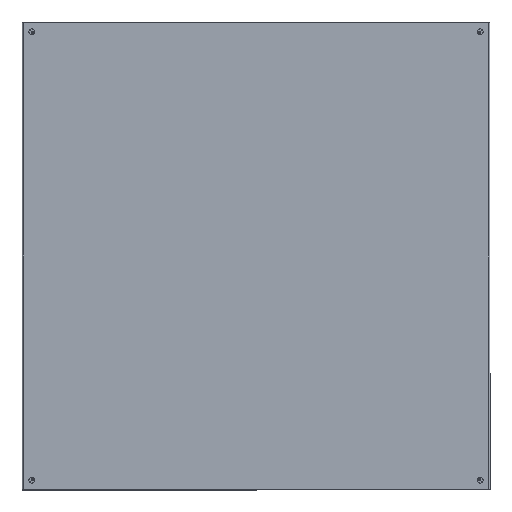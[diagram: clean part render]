
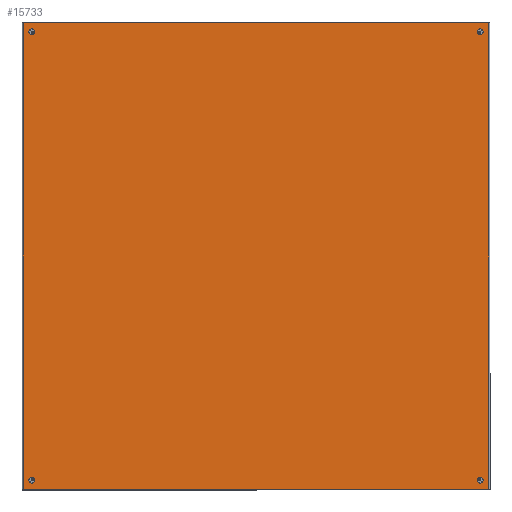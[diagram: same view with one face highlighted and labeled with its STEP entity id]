
A CAD part, left-side view. The second image highlights one B-rep face of the part: STEP entity #15733.
In plain terms, the highlighted face is planar.
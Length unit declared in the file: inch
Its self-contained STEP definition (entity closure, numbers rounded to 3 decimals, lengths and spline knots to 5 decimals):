
#414=FACE_BOUND('',#2997,.T.);
#415=FACE_BOUND('',#2998,.T.);
#416=FACE_BOUND('',#2999,.T.);
#417=FACE_BOUND('',#3000,.T.);
#988=CIRCLE('',#16735,0.21875);
#989=CIRCLE('',#16736,0.21875);
#990=CIRCLE('',#16737,0.21875);
#991=CIRCLE('',#16738,0.21875);
#2020=FACE_OUTER_BOUND('',#2996,.T.);
#2996=EDGE_LOOP('',(#10607,#10608,#10609,#10610));
#2997=EDGE_LOOP('',(#10611));
#2998=EDGE_LOOP('',(#10612));
#2999=EDGE_LOOP('',(#10613));
#3000=EDGE_LOOP('',(#10614));
#4263=LINE('',#23469,#5513);
#4268=LINE('',#23487,#5518);
#4272=LINE('',#23501,#5522);
#4274=LINE('',#23504,#5524);
#5513=VECTOR('',#18554,35.852);
#5518=VECTOR('',#18577,35.852);
#5522=VECTOR('',#18597,35.7895);
#5524=VECTOR('',#18601,35.7895);
#6728=VERTEX_POINT('',#23466);
#6729=VERTEX_POINT('',#23468);
#6732=VERTEX_POINT('',#23484);
#6733=VERTEX_POINT('',#23486);
#6736=VERTEX_POINT('',#23505);
#6737=VERTEX_POINT('',#23507);
#6738=VERTEX_POINT('',#23509);
#6739=VERTEX_POINT('',#23511);
#8217=EDGE_CURVE('',#6729,#6728,#4263,.T.);
#8226=EDGE_CURVE('',#6733,#6732,#4268,.T.);
#8233=EDGE_CURVE('',#6733,#6728,#4272,.T.);
#8235=EDGE_CURVE('',#6729,#6732,#4274,.T.);
#8236=EDGE_CURVE('',#6736,#6736,#988,.T.);
#8237=EDGE_CURVE('',#6737,#6737,#989,.T.);
#8238=EDGE_CURVE('',#6738,#6738,#990,.T.);
#8239=EDGE_CURVE('',#6739,#6739,#991,.T.);
#10607=ORIENTED_EDGE('',*,*,#8226,.T.);
#10608=ORIENTED_EDGE('',*,*,#8235,.F.);
#10609=ORIENTED_EDGE('',*,*,#8217,.T.);
#10610=ORIENTED_EDGE('',*,*,#8233,.F.);
#10611=ORIENTED_EDGE('',*,*,#8236,.T.);
#10612=ORIENTED_EDGE('',*,*,#8237,.T.);
#10613=ORIENTED_EDGE('',*,*,#8238,.T.);
#10614=ORIENTED_EDGE('',*,*,#8239,.T.);
#14648=PLANE('',#16734);
#15733=ADVANCED_FACE('',(#2020,#414,#415,#416,#417),#14648,.F.);
#16734=AXIS2_PLACEMENT_3D('',#23503,#18599,#18600);
#16735=AXIS2_PLACEMENT_3D('',#23506,#18602,#18603);
#16736=AXIS2_PLACEMENT_3D('',#23508,#18604,#18605);
#16737=AXIS2_PLACEMENT_3D('',#23510,#18606,#18607);
#16738=AXIS2_PLACEMENT_3D('',#23512,#18608,#18609);
#18554=DIRECTION('',(0.,1.,0.));
#18577=DIRECTION('',(0.,-1.,0.));
#18597=DIRECTION('',(-1.,0.,0.));
#18599=DIRECTION('center_axis',(0.,0.,1.));
#18600=DIRECTION('ref_axis',(1.,0.,0.));
#18601=DIRECTION('',(1.,0.,0.));
#18602=DIRECTION('center_axis',(0.,0.,1.));
#18603=DIRECTION('ref_axis',(1.,0.,0.));
#18604=DIRECTION('center_axis',(0.,0.,1.));
#18605=DIRECTION('ref_axis',(1.,0.,0.));
#18606=DIRECTION('center_axis',(0.,0.,1.));
#18607=DIRECTION('ref_axis',(1.,0.,0.));
#18608=DIRECTION('center_axis',(0.,0.,1.));
#18609=DIRECTION('ref_axis',(1.,0.,0.));
#23466=CARTESIAN_POINT('',(0.10525,35.852,0.));
#23468=CARTESIAN_POINT('',(0.10525,0.,0.));
#23469=CARTESIAN_POINT('',(0.10525,8.963,0.));
#23484=CARTESIAN_POINT('',(35.89475,0.,0.));
#23486=CARTESIAN_POINT('',(35.89475,35.852,0.));
#23487=CARTESIAN_POINT('',(35.89475,26.889,0.));
#23501=CARTESIAN_POINT('',(36.,35.852,0.));
#23503=CARTESIAN_POINT('Origin',(18.,17.926,0.));
#23504=CARTESIAN_POINT('',(0.,0.,0.));
#23505=CARTESIAN_POINT('',(35.46875,0.676,0.));
#23506=CARTESIAN_POINT('Origin',(35.25,0.676,0.));
#23507=CARTESIAN_POINT('',(35.46875,35.176,0.));
#23508=CARTESIAN_POINT('Origin',(35.25,35.176,0.));
#23509=CARTESIAN_POINT('',(0.96875,0.676,0.));
#23510=CARTESIAN_POINT('Origin',(0.75,0.676,0.));
#23511=CARTESIAN_POINT('',(0.96875,35.176,0.));
#23512=CARTESIAN_POINT('Origin',(0.75,35.176,0.));
